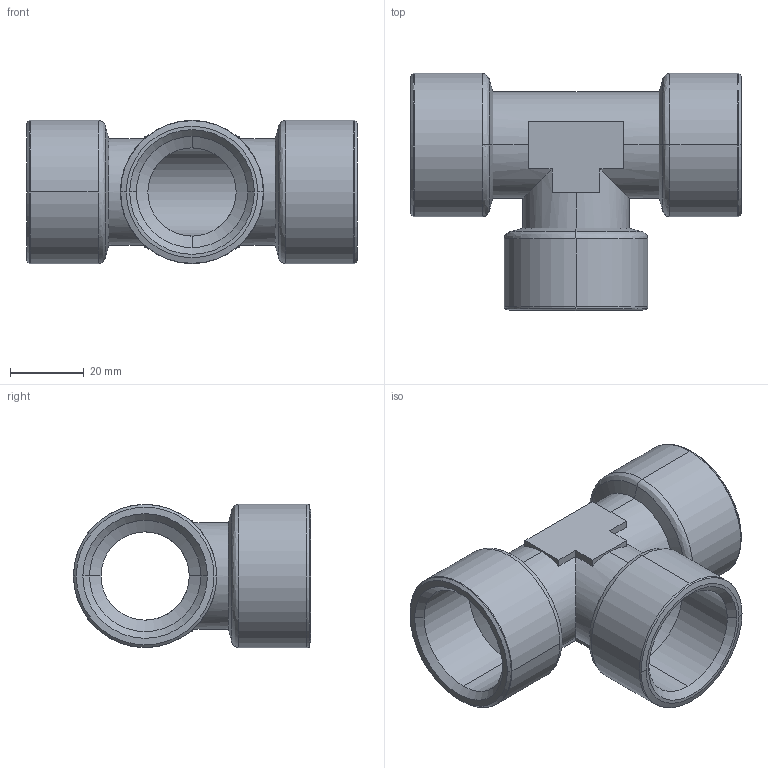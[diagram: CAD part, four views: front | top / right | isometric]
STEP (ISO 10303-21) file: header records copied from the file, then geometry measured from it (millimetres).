
FILE_DESCRIPTION (( 'STEP AP214' ), '1' );
FILE_NAME ('DRF.3F06.STEP', '2018-09-03T09:09:04', ( '' ), ( '' ), 'SwSTEP 2.0', 'SolidWorks 2018', '' );
FILE_SCHEMA (( 'AUTOMOTIVE_DESIGN' ));
Length unit declared in the file: millimetre
Products named in the file (1): DRF.3F06
Bounding box: 90 x 64.5 x 39 mm (x, y, z)
Volume: 43293.7 mm3; surface area: 25618.8 mm2
Topology: 1 solids, 1 shells, 79 faces, 194 edges, 116 vertices
Faces by surface type: cone 24, cylinder 22, plane 21, bspline 12
Entity records: 2490 total; most frequent: CARTESIAN_POINT 618, DIRECTION 402, ORIENTED_EDGE 388, EDGE_CURVE 194, AXIS2_PLACEMENT_3D 156, VERTEX_POINT 116, LINE 90, VECTOR 90
